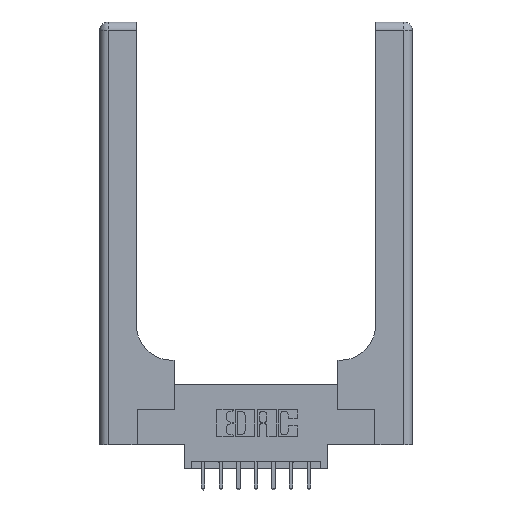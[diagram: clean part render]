
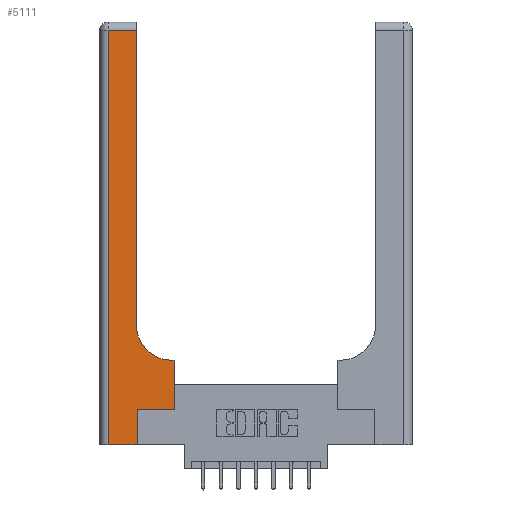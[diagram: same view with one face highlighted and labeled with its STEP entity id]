
A CAD part, top view. The second image highlights one B-rep face of the part: STEP entity #5111.
In plain terms, the highlighted planar face has unit normal (0, 0, 1).
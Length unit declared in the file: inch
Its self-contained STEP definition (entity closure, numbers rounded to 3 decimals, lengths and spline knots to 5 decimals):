
#935 = PLANE ( 'NONE',  #1410 ) ;
#966 = CARTESIAN_POINT ( 'NONE',  ( 0.265, 0., 0.37 ) ) ;
#991 = ORIENTED_EDGE ( 'NONE', *, *, #3297, .T. ) ;
#1235 = ORIENTED_EDGE ( 'NONE', *, *, #3689, .T. ) ;
#1410 = AXIS2_PLACEMENT_3D ( 'NONE', #13374, #6725, #14463 ) ;
#1554 = LINE ( 'NONE', #6266, #13165 ) ;
#1570 = ORIENTED_EDGE ( 'NONE', *, *, #1917, .T. ) ;
#1819 = DIRECTION ( 'NONE',  ( 0., 0., -1. ) ) ;
#1917 = EDGE_CURVE ( 'NONE', #7174, #11154, #10094, .T. ) ;
#1990 = DIRECTION ( 'NONE',  ( 0., -1., 0. ) ) ;
#2097 = CARTESIAN_POINT ( 'NONE',  ( 0.06, 3., 0.37 ) ) ;
#2187 = ORIENTED_EDGE ( 'NONE', *, *, #4110, .T. ) ;
#2307 = CARTESIAN_POINT ( 'NONE',  ( 0.06, 0., 0.37 ) ) ;
#2315 = VERTEX_POINT ( 'NONE', #966 ) ;
#3297 = EDGE_CURVE ( 'NONE', #10208, #2315, #3584, .T. ) ;
#3488 = EDGE_CURVE ( 'NONE', #11154, #6248, #12654, .T. ) ;
#3584 = LINE ( 'NONE', #9337, #6576 ) ;
#3689 = EDGE_CURVE ( 'NONE', #6248, #8775, #1554, .T. ) ;
#4110 = EDGE_CURVE ( 'NONE', #14605, #10208, #6394, .T. ) ;
#4240 = AXIS2_PLACEMENT_3D ( 'NONE', #8617, #1819, #9732 ) ;
#4283 = VECTOR ( 'NONE', #13469, 39.37008 ) ;
#4591 = CARTESIAN_POINT ( 'NONE',  ( 0.265, 0., 0.37 ) ) ;
#4628 = CARTESIAN_POINT ( 'NONE',  ( 0., 2.94, 0.37 ) ) ;
#4657 = LINE ( 'NONE', #4591, #4283 ) ;
#4762 = ORIENTED_EDGE ( 'NONE', *, *, #5610, .T. ) ;
#5111 = ADVANCED_FACE ( 'NONE', ( #11568 ), #935, .F. ) ;
#5352 = CARTESIAN_POINT ( 'NONE',  ( 0.26, 2.94, 0.37 ) ) ;
#5610 = EDGE_CURVE ( 'NONE', #8775, #12989, #8281, .T. ) ;
#5719 = VECTOR ( 'NONE', #1990, 39.37008 ) ;
#6189 = ORIENTED_EDGE ( 'NONE', *, *, #3488, .T. ) ;
#6199 = DIRECTION ( 'NONE',  ( -1., 0., 0. ) ) ;
#6248 = VERTEX_POINT ( 'NONE', #6322 ) ;
#6266 = CARTESIAN_POINT ( 'NONE',  ( 0.26, 0.6, 0.37 ) ) ;
#6322 = CARTESIAN_POINT ( 'NONE',  ( 0.528, 0.6, 0.37 ) ) ;
#6394 = LINE ( 'NONE', #2097, #5719 ) ;
#6576 = VECTOR ( 'NONE', #9270, 39.37008 ) ;
#6725 = DIRECTION ( 'NONE',  ( 0., 0., -1. ) ) ;
#6828 = ORIENTED_EDGE ( 'NONE', *, *, #14313, .T. ) ;
#7133 = VECTOR ( 'NONE', #13651, 39.37008 ) ;
#7174 = VERTEX_POINT ( 'NONE', #12593 ) ;
#7754 = DIRECTION ( 'NONE',  ( 0., 1., 0. ) ) ;
#7775 = CARTESIAN_POINT ( 'NONE',  ( 0.528, 0.25, 0.37 ) ) ;
#8063 = ORIENTED_EDGE ( 'NONE', *, *, #8633, .T. ) ;
#8281 = CIRCLE ( 'NONE', #4240, 0.25 ) ;
#8617 = CARTESIAN_POINT ( 'NONE',  ( 0.51, 0.85, 0.37 ) ) ;
#8633 = EDGE_CURVE ( 'NONE', #2315, #7174, #4657, .T. ) ;
#8775 = VERTEX_POINT ( 'NONE', #9314 ) ;
#9203 = CARTESIAN_POINT ( 'NONE',  ( 0.26, 3., 0.37 ) ) ;
#9270 = DIRECTION ( 'NONE',  ( 1., 0., 0. ) ) ;
#9314 = CARTESIAN_POINT ( 'NONE',  ( 0.51, 0.6, 0.37 ) ) ;
#9337 = CARTESIAN_POINT ( 'NONE',  ( 0., 0., 0.37 ) ) ;
#9444 = EDGE_LOOP ( 'NONE', ( #6828, #12346, #2187, #991, #8063, #1570, #6189, #1235, #4762 ) ) ;
#9713 = DIRECTION ( 'NONE',  ( 1., 0., 0. ) ) ;
#9732 = DIRECTION ( 'NONE',  ( 1., 0., 0. ) ) ;
#9748 = VECTOR ( 'NONE', #9713, 39.37008 ) ;
#9772 = CARTESIAN_POINT ( 'NONE',  ( 0.265, 0.25, 0.37 ) ) ;
#9810 = CARTESIAN_POINT ( 'NONE',  ( 0.06, 2.94, 0.37 ) ) ;
#9888 = CARTESIAN_POINT ( 'NONE',  ( 0.528, 0.25, 0.37 ) ) ;
#10056 = VECTOR ( 'NONE', #7754, 39.37008 ) ;
#10071 = LINE ( 'NONE', #9203, #7133 ) ;
#10094 = LINE ( 'NONE', #9772, #9748 ) ;
#10208 = VERTEX_POINT ( 'NONE', #2307 ) ;
#10949 = LINE ( 'NONE', #4628, #13568 ) ;
#11086 = VERTEX_POINT ( 'NONE', #5352 ) ;
#11154 = VERTEX_POINT ( 'NONE', #9888 ) ;
#11267 = DIRECTION ( 'NONE',  ( -1., 0., 0. ) ) ;
#11568 = FACE_OUTER_BOUND ( 'NONE', #9444, .T. ) ;
#12346 = ORIENTED_EDGE ( 'NONE', *, *, #12692, .T. ) ;
#12593 = CARTESIAN_POINT ( 'NONE',  ( 0.265, 0.25, 0.37 ) ) ;
#12654 = LINE ( 'NONE', #7775, #10056 ) ;
#12692 = EDGE_CURVE ( 'NONE', #11086, #14605, #10949, .T. ) ;
#12989 = VERTEX_POINT ( 'NONE', #13306 ) ;
#13165 = VECTOR ( 'NONE', #6199, 39.37008 ) ;
#13306 = CARTESIAN_POINT ( 'NONE',  ( 0.26, 0.85, 0.37 ) ) ;
#13374 = CARTESIAN_POINT ( 'NONE',  ( 0., 3., 0.37 ) ) ;
#13469 = DIRECTION ( 'NONE',  ( 0., 1., 0. ) ) ;
#13568 = VECTOR ( 'NONE', #11267, 39.37008 ) ;
#13651 = DIRECTION ( 'NONE',  ( 0., 1., 0. ) ) ;
#14313 = EDGE_CURVE ( 'NONE', #12989, #11086, #10071, .T. ) ;
#14463 = DIRECTION ( 'NONE',  ( -1., 0., 0. ) ) ;
#14605 = VERTEX_POINT ( 'NONE', #9810 ) ;
